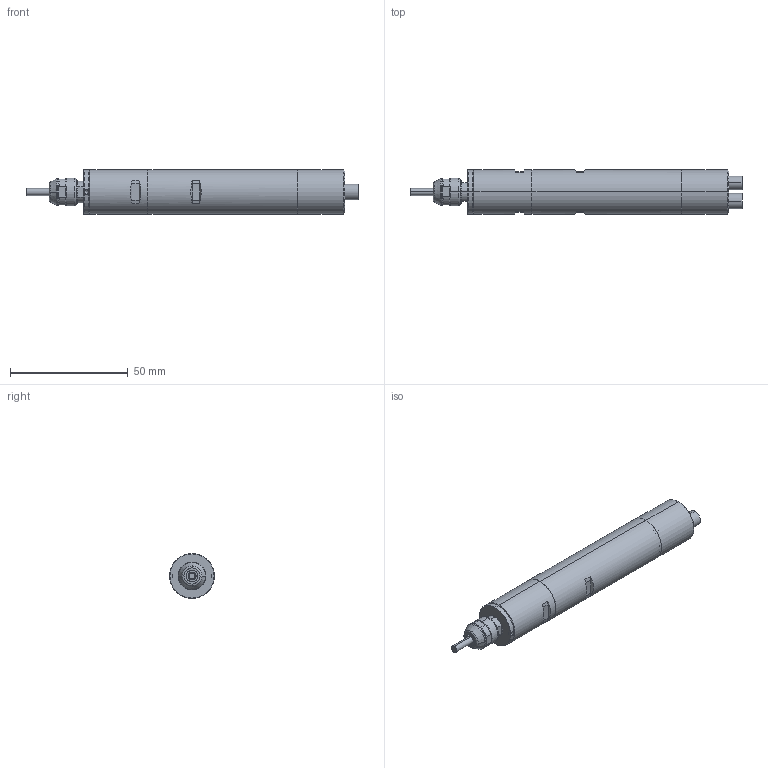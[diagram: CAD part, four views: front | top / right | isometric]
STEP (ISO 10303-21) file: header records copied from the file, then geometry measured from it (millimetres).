
FILE_DESCRIPTION (( 'STEP AP203' ), '1' );
FILE_NAME ('K180B--111A---(»Ô)1.STEP', '2016-08-26T07:58:11', ( '' ), ( '' ), 'SwSTEP 2.0', 'SolidWorks 2013', '' );
FILE_SCHEMA (( 'CONFIG_CONTROL_DESIGN' ));
Length unit declared in the file: millimetre
Products named in the file (1): K180B--111A---(閩)1
Bounding box: 141.17 x 19.05 x 19.05 mm (x, y, z)
Volume: 17682.8 mm3; surface area: 23664.6 mm2
Topology: 15 solids, 15 shells, 545 faces, 1272 edges, 786 vertices
Faces by surface type: cylinder 211, plane 160, cone 144, bspline 30
Entity records: 18381 total; most frequent: CARTESIAN_POINT 5892, DIRECTION 2704, ORIENTED_EDGE 2516, EDGE_CURVE 1258, AXIS2_PLACEMENT_3D 1106, VERTEX_POINT 786, EDGE_LOOP 616, CIRCLE 590
